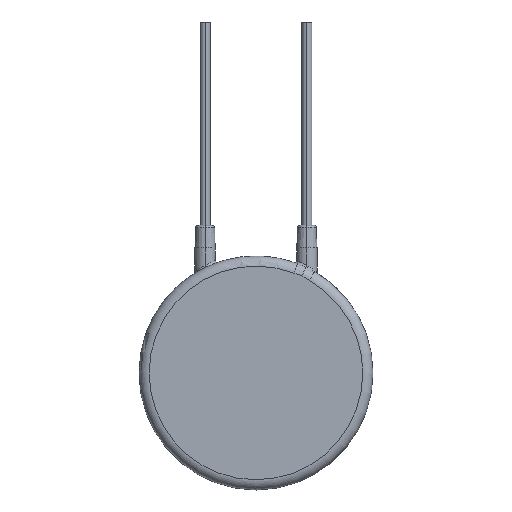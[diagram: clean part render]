
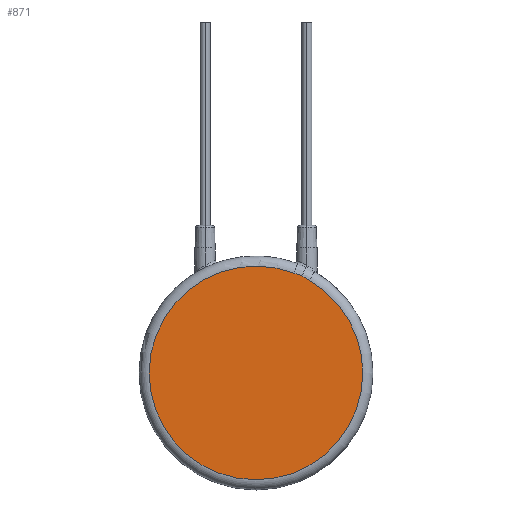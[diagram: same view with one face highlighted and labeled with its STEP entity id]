
A CAD part, top view. The second image highlights one B-rep face of the part: STEP entity #871.
In plain terms, the highlighted planar face has unit normal (0, 0, 1).
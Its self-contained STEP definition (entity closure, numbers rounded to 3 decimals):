
#56=CARTESIAN_POINT('',(0.,0.,4.7));
#57=DIRECTION('',(0.,0.,1.));
#58=DIRECTION('',(0.355,0.935,0.));
#59=AXIS2_PLACEMENT_3D('',#56,#57,#58);
#182=CARTESIAN_POINT('',(4.509,9.54,4.7));
#183=CARTESIAN_POINT('',(4.486,9.551,4.7));
#184=CARTESIAN_POINT('',(4.44,9.572,4.7));
#185=CARTESIAN_POINT('',(4.374,9.599,4.7));
#186=CARTESIAN_POINT('',(4.31,9.624,4.7));
#187=CARTESIAN_POINT('',(4.245,9.646,4.7));
#188=CARTESIAN_POINT('',(4.18,9.668,4.7));
#189=CARTESIAN_POINT('',(4.111,9.69,4.7));
#190=CARTESIAN_POINT('',(4.041,9.712,4.7));
#191=CARTESIAN_POINT('',(3.974,9.732,4.7));
#192=CARTESIAN_POINT('',(3.902,9.755,4.7));
#193=CARTESIAN_POINT('',(3.819,9.783,4.7));
#194=CARTESIAN_POINT('',(3.759,9.804,4.7));
#195=CARTESIAN_POINT('',(3.727,9.816,4.7));
#197=CARTESIAN_POINT('',(5.247,9.095,4.7));
#198=CARTESIAN_POINT('',(5.22,9.11,4.7));
#199=CARTESIAN_POINT('',(5.165,9.143,4.7));
#200=CARTESIAN_POINT('',(5.077,9.199,4.7));
#201=CARTESIAN_POINT('',(4.983,9.26,4.7));
#202=CARTESIAN_POINT('',(4.883,9.326,4.7));
#203=CARTESIAN_POINT('',(4.774,9.395,4.7));
#204=CARTESIAN_POINT('',(4.653,9.467,4.7));
#205=CARTESIAN_POINT('',(4.56,9.516,4.7));
#206=CARTESIAN_POINT('',(4.509,9.54,4.7));
#597=CARTESIAN_POINT('',(5.247,9.095,4.7));
#598=VERTEX_POINT('',#597);
#601=VERTEX_POINT('',#206);
#610=CARTESIAN_POINT('',(3.727,9.816,4.7));
#611=VERTEX_POINT('',#610);
#860=CARTESIAN_POINT('',(0.,0.,4.7));
#861=DIRECTION('',(0.,0.,1.));
#862=DIRECTION('',(1.,0.,0.));
#863=AXIS2_PLACEMENT_3D('',#860,#861,#862);
#864=PLANE('',#863);
#865=ORIENTED_EDGE('',*,*,#670,.F.);
#867=ORIENTED_EDGE('',*,*,#866,.F.);
#868=ORIENTED_EDGE('',*,*,#852,.F.);
#869=EDGE_LOOP('',(#865,#867,#868));
#870=FACE_OUTER_BOUND('',#869,.F.);
#60=CIRCLE('',#59,10.5);
#196=B_SPLINE_CURVE_WITH_KNOTS('',3,(#182,#183,#184,#185,#186,#187,#188,#189,
#190,#191,#192,#193,#194,#195),.UNSPECIFIED.,.F.,.F.,(4,1,1,1,1,1,1,1,1,1,1,4),(
0.,0.091,0.182,0.273,0.364,
0.455,0.545,0.636,0.727,
0.818,0.909,1.),.UNSPECIFIED.);
#207=B_SPLINE_CURVE_WITH_KNOTS('',3,(#197,#198,#199,#200,#201,#202,#203,#204,
#205,#206),.UNSPECIFIED.,.F.,.F.,(4,1,1,1,1,1,1,4),(0.,0.143,
0.286,0.429,0.571,0.714,
0.857,1.),.UNSPECIFIED.);
#670=EDGE_CURVE('',#611,#598,#60,.T.);
#852=EDGE_CURVE('',#598,#601,#207,.T.);
#866=EDGE_CURVE('',#601,#611,#196,.T.);
#871=ADVANCED_FACE('',(#870),#864,.T.);
